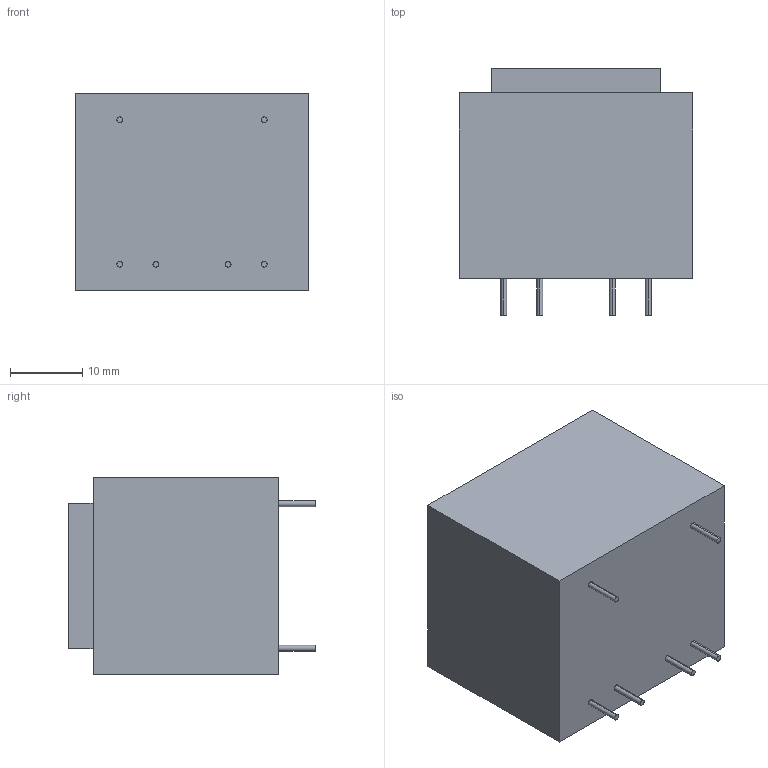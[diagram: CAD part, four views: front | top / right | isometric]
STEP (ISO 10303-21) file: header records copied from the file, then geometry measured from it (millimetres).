
FILE_DESCRIPTION (( 'STEP AP214' ), '1' );
FILE_NAME ('723956.STEP', '2023-06-05T05:37:46', ( '' ), ( '' ), 'SwSTEP 2.0', 'SolidWorks 2018', '' );
FILE_SCHEMA (( 'AUTOMOTIVE_DESIGN' ));
Length unit declared in the file: millimetre
Products named in the file (1): 723956
Bounding box: 32.3 x 34.2 x 27.3 mm (x, y, z)
Volume: 24283.4 mm3; surface area: 5200.4 mm2
Topology: 1 solids, 1 shells, 29 faces, 60 edges, 40 vertices
Faces by surface type: plane 17, cylinder 12
Entity records: 812 total; most frequent: DIRECTION 144, CARTESIAN_POINT 130, ORIENTED_EDGE 120, EDGE_CURVE 60, AXIS2_PLACEMENT_3D 54, VERTEX_POINT 40, LINE 36, VECTOR 36
